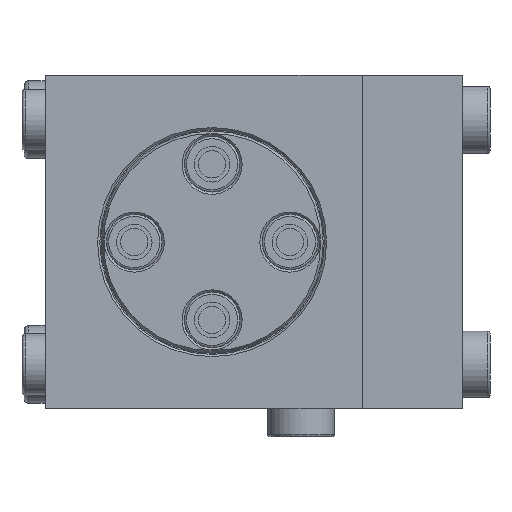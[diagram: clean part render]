
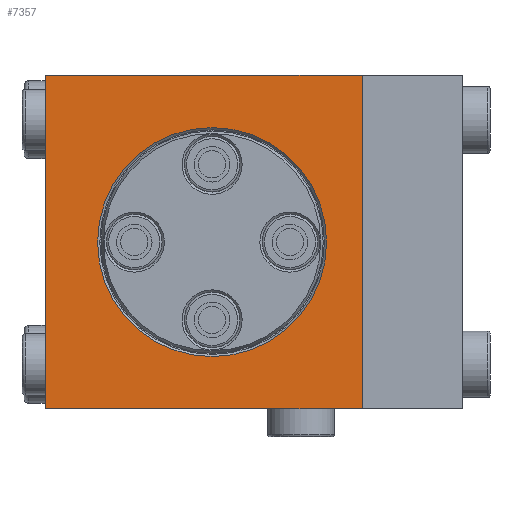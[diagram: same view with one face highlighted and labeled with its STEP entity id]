
A CAD part, left-side view. The second image highlights one B-rep face of the part: STEP entity #7357.
In plain terms, the highlighted planar face has unit normal (-1, 0, 0).
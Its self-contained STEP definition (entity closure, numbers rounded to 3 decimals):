
#676=LINE('',#12581,#1128);
#677=LINE('',#12583,#1129);
#678=LINE('',#12585,#1130);
#679=LINE('',#12586,#1131);
#1128=VECTOR('',#9948,10.);
#1129=VECTOR('',#9949,10.);
#1130=VECTOR('',#9950,10.);
#1131=VECTOR('',#9951,10.);
#1625=FACE_BOUND('',#2601,.T.);
#1783=PLANE('',#8343);
#2079=FACE_OUTER_BOUND('',#2600,.T.);
#2600=EDGE_LOOP('',(#6103,#6104,#6105,#6106));
#2601=EDGE_LOOP('',(#6107));
#3087=CIRCLE('',#8338,10.3);
#3643=VERTEX_POINT('',#12567);
#3647=VERTEX_POINT('',#12579);
#3648=VERTEX_POINT('',#12580);
#3649=VERTEX_POINT('',#12582);
#3650=VERTEX_POINT('',#12584);
#4520=EDGE_CURVE('',#3643,#3643,#3087,.T.);
#4526=EDGE_CURVE('',#3647,#3648,#676,.T.);
#4527=EDGE_CURVE('',#3648,#3649,#677,.T.);
#4528=EDGE_CURVE('',#3650,#3649,#678,.T.);
#4529=EDGE_CURVE('',#3647,#3650,#679,.T.);
#6103=ORIENTED_EDGE('',*,*,#4526,.T.);
#6104=ORIENTED_EDGE('',*,*,#4527,.T.);
#6105=ORIENTED_EDGE('',*,*,#4528,.F.);
#6106=ORIENTED_EDGE('',*,*,#4529,.F.);
#6107=ORIENTED_EDGE('',*,*,#4520,.F.);
#7357=ADVANCED_FACE('',(#2079,#1625),#1783,.T.);
#8338=AXIS2_PLACEMENT_3D('',#12568,#9934,#9935);
#8343=AXIS2_PLACEMENT_3D('',#12578,#9946,#9947);
#9934=DIRECTION('center_axis',(-1.,0.,0.));
#9935=DIRECTION('ref_axis',(0.,-1.,0.));
#9946=DIRECTION('center_axis',(-1.,0.,0.));
#9947=DIRECTION('ref_axis',(0.,-1.,0.));
#9948=DIRECTION('',(0.,-1.,0.));
#9949=DIRECTION('',(0.,0.,1.));
#9950=DIRECTION('',(0.,-1.,0.));
#9951=DIRECTION('',(0.,0.,1.));
#12567=CARTESIAN_POINT('',(-34.8,10.3,22.5));
#12568=CARTESIAN_POINT('Origin',(-34.8,0.,22.5));
#12578=CARTESIAN_POINT('Origin',(-34.8,15.,0.));
#12579=CARTESIAN_POINT('',(-34.8,15.,9.));
#12580=CARTESIAN_POINT('',(-34.8,-15.,9.));
#12581=CARTESIAN_POINT('',(-34.8,0.,9.));
#12582=CARTESIAN_POINT('',(-34.8,-15.,37.5));
#12583=CARTESIAN_POINT('',(-34.8,-15.,0.));
#12584=CARTESIAN_POINT('',(-34.8,15.,37.5));
#12585=CARTESIAN_POINT('',(-34.8,15.,37.5));
#12586=CARTESIAN_POINT('',(-34.8,15.,0.));
